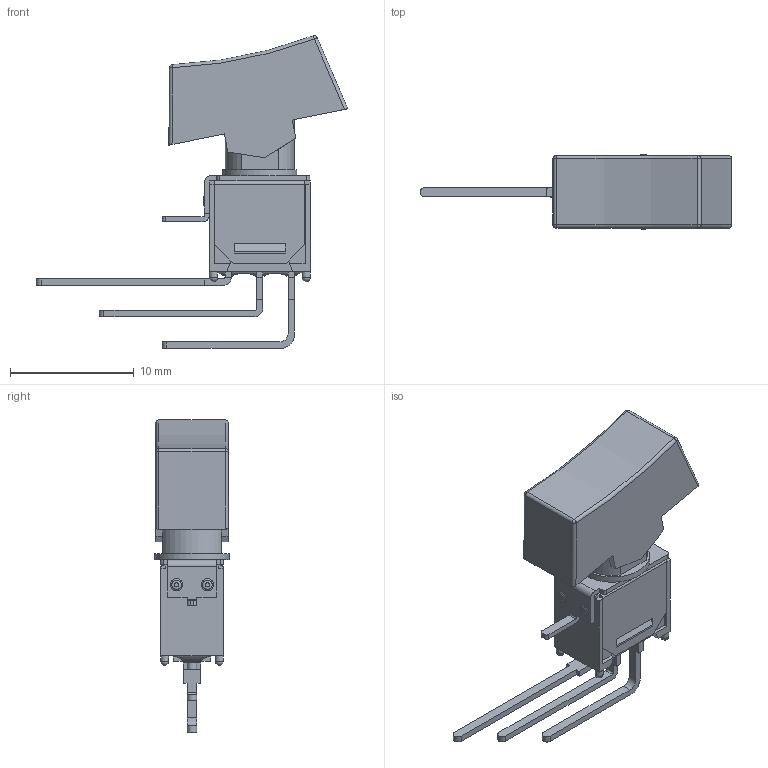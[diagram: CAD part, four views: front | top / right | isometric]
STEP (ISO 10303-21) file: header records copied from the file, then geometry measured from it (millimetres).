
FILE_DESCRIPTION(/* description */ (''),/* implementation_level */ '2;1');
FILE_NAME(/* name */ '400MSPxR6xxxM7xE.stp',/* time_stamp */ '2026-01-17T22:50:58-06:00',/* author */ ('jmeyers'),/* organization */ (''),/* preprocessor_version */ 'ST-DEVELOPER v18.1',/* originating_system */ 'Autodesk Inventor 2022',/* authorisation */ '');
FILE_SCHEMA (('AUTOMOTIVE_DESIGN { 1 0 10303 214 3 1 1 }'));
Length unit declared in the file: inch
Products named in the file (1): Part50
Bounding box: 25.14 x 6 x 25.22 mm (x, y, z)
Volume: 443.8 mm3; surface area: 1511.8 mm2
Topology: 1 solids, 2 shells, 224 faces, 613 edges, 388 vertices
Faces by surface type: plane 167, cylinder 43, sphere 8, bspline 2, cone 2, torus 2
Full cylindrical faces by diameter (mm): 0.65 x4, 3.25 x1, 6 x1
Entity records: 7138 total; most frequent: CARTESIAN_POINT 1371, ORIENTED_EDGE 1218, DIRECTION 1159, EDGE_CURVE 609, LINE 487, VECTOR 487, VERTEX_POINT 388, AXIS2_PLACEMENT_3D 336
